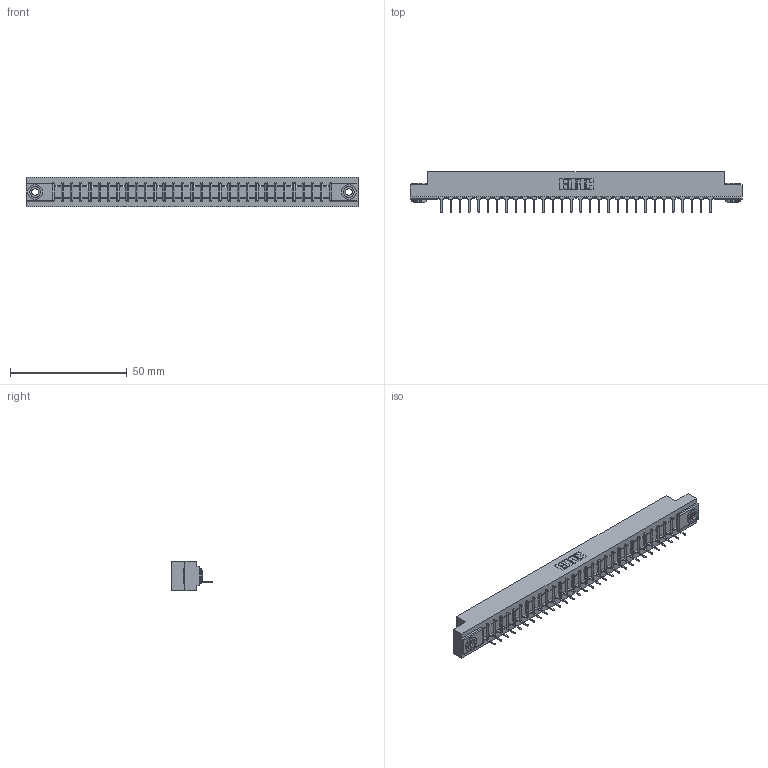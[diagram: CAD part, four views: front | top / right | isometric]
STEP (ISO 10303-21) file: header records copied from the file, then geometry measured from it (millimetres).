
FILE_DESCRIPTION (( 'STEP AP203' ), '1' );
FILE_NAME ('357-030-431-103.STEP', '2020-10-02T00:39:37', ( '' ), ( '' ), 'SwSTEP 2.0', 'SolidWorks 2020', '' );
FILE_SCHEMA (( 'CONFIG_CONTROL_DESIGN' ));
Length unit declared in the file: inch
Products named in the file (4): 357-030-431-103; 307 Part_.156 Dia Mounting Holes; 307-290-001_531; 345-250-002_345-250-002-102
Assembly tree (33 placements, depth 2):
  357-030-431-103
    307 Part_.156 Dia Mounting Holes
    307-290-001_531  x30
    345-250-002_345-250-002-102  x2
Bounding box: 141.88 x 17.42 x 12.7 mm (x, y, z)
Volume: 14607.2 mm3; surface area: 15237.6 mm2
Topology: 33 solids, 33 shells, 1881 faces, 5295 edges, 3402 vertices
Faces by surface type: plane 1204, cylinder 607, sphere 62, cone 8
Entity records: 28231 total; most frequent: CARTESIAN_POINT 4729, ORIENTED_EDGE 4706, DIRECTION 4621, EDGE_CURVE 2353, LINE 1793, VECTOR 1793, VERTEX_POINT 1522, AXIS2_PLACEMENT_3D 1414
